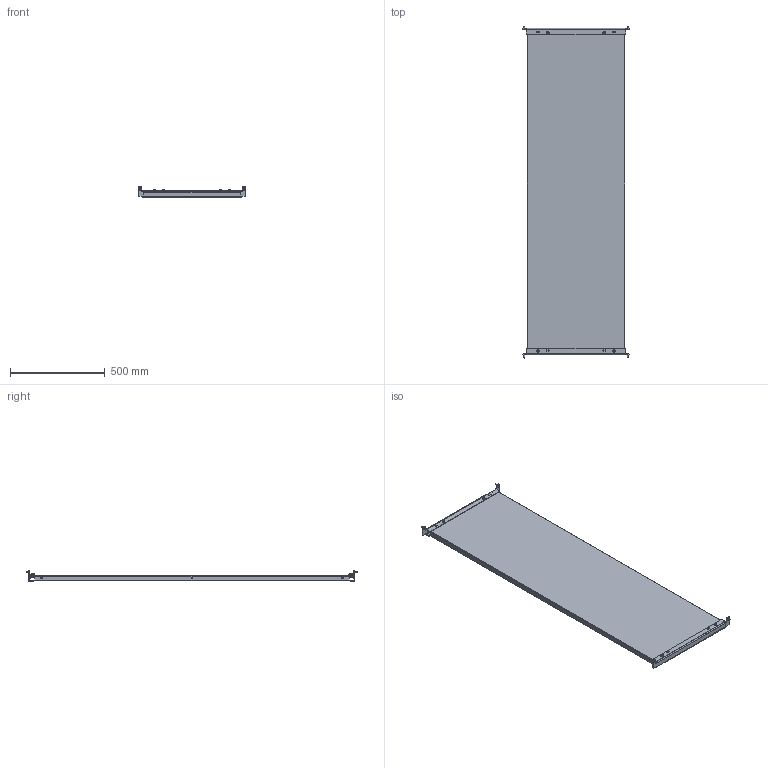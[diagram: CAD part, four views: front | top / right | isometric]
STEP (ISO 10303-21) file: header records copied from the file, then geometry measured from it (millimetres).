
FILE_DESCRIPTION (( 'STEP AP214' ), '1' );
FILE_NAME ('MP18M600S Ïàíåëü ìîíòàæíàÿ áîêîâîé óñòàíîâêè.step', '2020-11-05T18:12:43', ( '' ), ( '' ), 'SwSTEP 2.0', 'SolidWorks 2019', '' );
FILE_SCHEMA (( 'AUTOMOTIVE_DESIGN' ));
Length unit declared in the file: millimetre
Products named in the file (32): Ãàéêà êëåòåâàÿ Ì6_3À; Âèíò Ì6 DIN 7985; ﾘ琺矜 65ﾃ 019 ﾃﾎﾑﾒ 6402-70_6; AVT004.09.00.03 Ïàíåëü ìîíòàæíàÿ_00; AVT001.09.00.02 扰鍙欙樥燲01; ﾘ琺矜 65ﾃ 019 ﾃﾎﾑﾒ 6402-70; Âèíò ñàìîíàðåçàþùèé Ì6 DIN 7516À; AVT001.09.00.02 ﾊ煇鳫; ﾘ琺矜 01.019 ﾃﾎﾑﾒ11371-78; ﾘ琺矜 01.019 ﾃﾎﾑﾒ11371-78_6; Âèíò ñàìîíàðåçàþùèé Ì6 DIN 7516À_6å20; Âèíò ñàìîíàðåçàþùèé Ì6 DIN 7516À_6å16; Âèíò Ì6 DIN 7985_6å20; MP18M600S Ïàíåëü ìîíòàæíàÿ áîêîâîé óñòàíîâêè; AVT004.09.00.03 Ïàíåëü ìîíòàæíàÿ
Assembly tree (23 placements, depth 2):
  Ãàéêà êëåòåâàÿ Ì6_3À
  Âèíò Ì6 DIN 7985
  ﾘ琺矜 65ﾃ 019 ﾃﾎﾑﾒ 6402-70
  Âèíò ñàìîíàðåçàþùèé Ì6 DIN 7516À
  ﾘ琺矜 65ﾃ 019 ﾃﾎﾑﾒ 6402-70
Bounding box: 570 x 1755 x 58 mm (x, y, z)
Volume: 2417666.2 mm3; surface area: 2347725.2 mm2
Topology: 23 solids, 23 shells, 702 faces, 1792 edges, 1144 vertices
Faces by surface type: plane 474, cylinder 204, sphere 16, cone 8
Entity records: 10239 total; most frequent: CARTESIAN_POINT 1742, DIRECTION 1652, ORIENTED_EDGE 1600, EDGE_CURVE 800, VECTOR 572, LINE 572, AXIS2_PLACEMENT_3D 540, VERTEX_POINT 502
